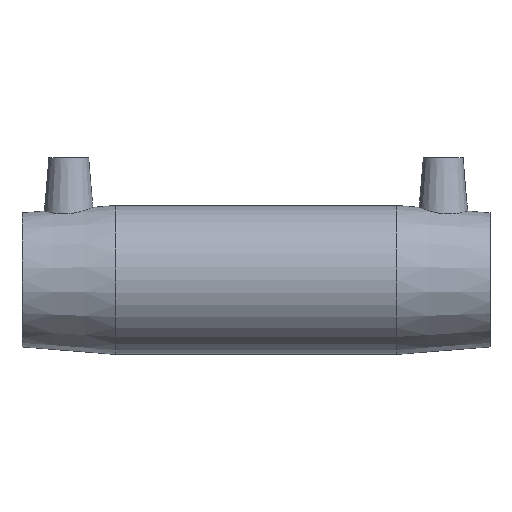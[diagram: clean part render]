
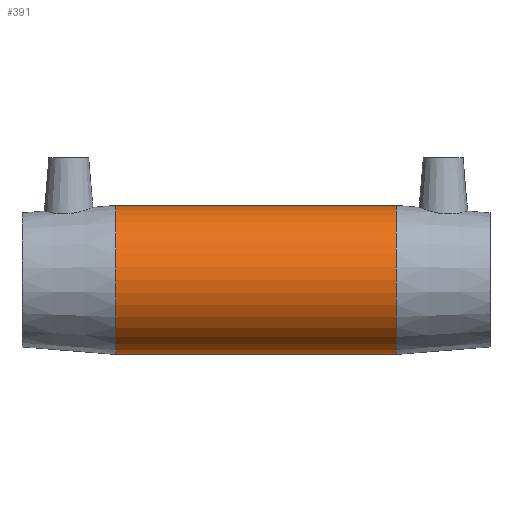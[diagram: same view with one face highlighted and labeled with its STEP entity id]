
A CAD part, top view. The second image highlights one B-rep face of the part: STEP entity #391.
In plain terms, the highlighted cylindrical face has radius 28 mm (diameter 56 mm), a full revolution.
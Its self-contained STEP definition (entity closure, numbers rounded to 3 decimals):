
#51=FACE_BOUND('',#172,.T.);
#52=FACE_BOUND('',#173,.T.);
#53=FACE_BOUND('',#174,.T.);
#87=CIRCLE('',#442,28.);
#88=CIRCLE('',#443,28.);
#121=FACE_OUTER_BOUND('',#171,.T.);
#171=EDGE_LOOP('',(#321));
#172=EDGE_LOOP('',(#322));
#173=EDGE_LOOP('',(#323));
#174=EDGE_LOOP('',(#324));
#211=B_SPLINE_CURVE_WITH_KNOTS('',3,(#684,#685,#686,#687,#688,#689,#690,
#691,#692,#693,#694,#695,#696,#697,#698,#699,#700,#701,#702,#703,#704,#705,
#706,#707,#708,#709,#710,#711,#712,#713,#714,#715,#716,#717,#718,#719,#720,
#721,#722,#723,#724,#725,#726,#727,#728,#729,#730,#731,#732,#733),
 .UNSPECIFIED.,.T.,.F.,(4,2,2,2,2,2,2,2,2,2,2,2,2,2,2,2,2,2,2,2,2,2,2,2,
4),(0.,0.239,0.479,0.957,1.435,
1.674,1.913,2.152,2.391,2.869,
3.348,3.587,3.826,4.066,4.305,
4.784,5.262,5.501,5.74,5.979,
6.218,6.696,7.174,7.414,7.653),
 .UNSPECIFIED.);
#212=B_SPLINE_CURVE_WITH_KNOTS('',3,(#739,#740,#741,#742,#743,#744,#745,
#746,#747,#748,#749,#750,#751,#752,#753,#754,#755,#756,#757,#758,#759,#760,
#761,#762,#763,#764,#765,#766,#767,#768,#769,#770,#771,#772,#773,#774,#775,
#776,#777,#778,#779,#780,#781,#782,#783,#784,#785,#786,#787,#788),
 .UNSPECIFIED.,.T.,.F.,(4,2,2,2,2,2,2,2,2,2,2,2,2,2,2,2,2,2,2,2,2,2,2,2,
4),(0.,0.239,0.479,0.957,1.435,
1.674,1.913,2.152,2.391,2.869,
3.348,3.587,3.826,4.066,4.305,
4.784,5.262,5.501,5.74,5.979,
6.218,6.696,7.174,7.414,7.653),
 .UNSPECIFIED.);
#220=VERTEX_POINT('',#683);
#222=VERTEX_POINT('',#738);
#235=VERTEX_POINT('',#893);
#236=VERTEX_POINT('',#895);
#256=EDGE_CURVE('',#220,#220,#211,.T.);
#258=EDGE_CURVE('',#222,#222,#212,.T.);
#271=EDGE_CURVE('',#235,#235,#87,.T.);
#272=EDGE_CURVE('',#236,#236,#88,.T.);
#321=ORIENTED_EDGE('',*,*,#271,.F.);
#322=ORIENTED_EDGE('',*,*,#256,.T.);
#323=ORIENTED_EDGE('',*,*,#258,.T.);
#324=ORIENTED_EDGE('',*,*,#272,.T.);
#367=CYLINDRICAL_SURFACE('',#441,28.);
#391=ADVANCED_FACE('',(#121,#51,#52,#53),#367,.T.);
#441=AXIS2_PLACEMENT_3D('',#892,#539,#540);
#442=AXIS2_PLACEMENT_3D('',#894,#541,#542);
#443=AXIS2_PLACEMENT_3D('',#896,#543,#544);
#539=DIRECTION('center_axis',(1.,0.,0.));
#540=DIRECTION('ref_axis',(0.,1.,0.));
#541=DIRECTION('center_axis',(1.,0.,0.));
#542=DIRECTION('ref_axis',(0.,0.,-1.));
#543=DIRECTION('center_axis',(1.,0.,0.));
#544=DIRECTION('ref_axis',(0.,0.,-1.));
#683=CARTESIAN_POINT('',(-28.5,-12.446,-25.082));
#684=CARTESIAN_POINT('Ctrl Pts',(-28.5,-12.446,-25.082));
#685=CARTESIAN_POINT('Ctrl Pts',(-27.702,-12.446,-25.082));
#686=CARTESIAN_POINT('Ctrl Pts',(-26.882,-12.369,-25.121));
#687=CARTESIAN_POINT('Ctrl Pts',(-25.257,-12.047,-25.277));
#688=CARTESIAN_POINT('Ctrl Pts',(-24.453,-11.802,-25.393));
#689=CARTESIAN_POINT('Ctrl Pts',(-22.149,-10.841,-25.826));
#690=CARTESIAN_POINT('Ctrl Pts',(-20.759,-9.883,-26.223));
#691=CARTESIAN_POINT('Ctrl Pts',(-18.564,-7.688,-26.949));
#692=CARTESIAN_POINT('Ctrl Pts',(-17.605,-6.297,-27.327));
#693=CARTESIAN_POINT('Ctrl Pts',(-16.643,-3.991,-27.725));
#694=CARTESIAN_POINT('Ctrl Pts',(-16.399,-3.187,-27.83));
#695=CARTESIAN_POINT('Ctrl Pts',(-16.077,-1.563,-27.968));
#696=CARTESIAN_POINT('Ctrl Pts',(-16.,-0.743,-28.001));
#697=CARTESIAN_POINT('Ctrl Pts',(-16.,0.851,-27.998));
#698=CARTESIAN_POINT('Ctrl Pts',(-16.077,1.671,-27.962));
#699=CARTESIAN_POINT('Ctrl Pts',(-16.399,3.296,-27.817));
#700=CARTESIAN_POINT('Ctrl Pts',(-16.644,4.101,-27.709));
#701=CARTESIAN_POINT('Ctrl Pts',(-17.606,6.406,-27.302));
#702=CARTESIAN_POINT('Ctrl Pts',(-18.565,7.797,-26.917));
#703=CARTESIAN_POINT('Ctrl Pts',(-20.76,9.991,-26.182));
#704=CARTESIAN_POINT('Ctrl Pts',(-22.15,10.949,-25.78));
#705=CARTESIAN_POINT('Ctrl Pts',(-24.453,11.91,-25.343));
#706=CARTESIAN_POINT('Ctrl Pts',(-25.257,12.154,-25.225));
#707=CARTESIAN_POINT('Ctrl Pts',(-26.881,12.476,-25.067));
#708=CARTESIAN_POINT('Ctrl Pts',(-27.702,12.554,-25.028));
#709=CARTESIAN_POINT('Ctrl Pts',(-29.298,12.554,-25.028));
#710=CARTESIAN_POINT('Ctrl Pts',(-30.119,12.476,-25.067));
#711=CARTESIAN_POINT('Ctrl Pts',(-31.743,12.154,-25.225));
#712=CARTESIAN_POINT('Ctrl Pts',(-32.547,11.91,-25.343));
#713=CARTESIAN_POINT('Ctrl Pts',(-34.85,10.949,-25.78));
#714=CARTESIAN_POINT('Ctrl Pts',(-36.24,9.991,-26.182));
#715=CARTESIAN_POINT('Ctrl Pts',(-38.435,7.797,-26.917));
#716=CARTESIAN_POINT('Ctrl Pts',(-39.394,6.406,-27.302));
#717=CARTESIAN_POINT('Ctrl Pts',(-40.356,4.101,-27.709));
#718=CARTESIAN_POINT('Ctrl Pts',(-40.601,3.296,-27.817));
#719=CARTESIAN_POINT('Ctrl Pts',(-40.923,1.671,-27.962));
#720=CARTESIAN_POINT('Ctrl Pts',(-41.,0.851,-27.998));
#721=CARTESIAN_POINT('Ctrl Pts',(-41.,-0.743,-28.001));
#722=CARTESIAN_POINT('Ctrl Pts',(-40.923,-1.563,-27.968));
#723=CARTESIAN_POINT('Ctrl Pts',(-40.601,-3.187,-27.83));
#724=CARTESIAN_POINT('Ctrl Pts',(-40.357,-3.991,-27.725));
#725=CARTESIAN_POINT('Ctrl Pts',(-39.395,-6.297,-27.327));
#726=CARTESIAN_POINT('Ctrl Pts',(-38.436,-7.688,-26.949));
#727=CARTESIAN_POINT('Ctrl Pts',(-36.241,-9.883,-26.223));
#728=CARTESIAN_POINT('Ctrl Pts',(-34.851,-10.841,-25.826));
#729=CARTESIAN_POINT('Ctrl Pts',(-32.547,-11.802,-25.393));
#730=CARTESIAN_POINT('Ctrl Pts',(-31.743,-12.047,-25.277));
#731=CARTESIAN_POINT('Ctrl Pts',(-30.118,-12.369,-25.121));
#732=CARTESIAN_POINT('Ctrl Pts',(-29.298,-12.446,-25.082));
#733=CARTESIAN_POINT('Ctrl Pts',(-28.5,-12.446,-25.082));
#738=CARTESIAN_POINT('',(28.5,-12.5,-25.055));
#739=CARTESIAN_POINT('Ctrl Pts',(28.5,-12.5,-25.055));
#740=CARTESIAN_POINT('Ctrl Pts',(29.298,-12.5,-25.055));
#741=CARTESIAN_POINT('Ctrl Pts',(30.119,-12.422,-25.094));
#742=CARTESIAN_POINT('Ctrl Pts',(31.743,-12.1,-25.251));
#743=CARTESIAN_POINT('Ctrl Pts',(32.547,-11.856,-25.368));
#744=CARTESIAN_POINT('Ctrl Pts',(34.85,-10.895,-25.803));
#745=CARTESIAN_POINT('Ctrl Pts',(36.241,-9.937,-26.203));
#746=CARTESIAN_POINT('Ctrl Pts',(38.435,-7.742,-26.933));
#747=CARTESIAN_POINT('Ctrl Pts',(39.394,-6.351,-27.315));
#748=CARTESIAN_POINT('Ctrl Pts',(40.356,-4.046,-27.717));
#749=CARTESIAN_POINT('Ctrl Pts',(40.601,-3.242,-27.824));
#750=CARTESIAN_POINT('Ctrl Pts',(40.923,-1.617,-27.965));
#751=CARTESIAN_POINT('Ctrl Pts',(41.,-0.797,-28.));
#752=CARTESIAN_POINT('Ctrl Pts',(41.,0.797,-28.));
#753=CARTESIAN_POINT('Ctrl Pts',(40.923,1.617,-27.965));
#754=CARTESIAN_POINT('Ctrl Pts',(40.601,3.242,-27.824));
#755=CARTESIAN_POINT('Ctrl Pts',(40.356,4.046,-27.717));
#756=CARTESIAN_POINT('Ctrl Pts',(39.394,6.351,-27.315));
#757=CARTESIAN_POINT('Ctrl Pts',(38.435,7.742,-26.933));
#758=CARTESIAN_POINT('Ctrl Pts',(36.241,9.937,-26.203));
#759=CARTESIAN_POINT('Ctrl Pts',(34.85,10.895,-25.803));
#760=CARTESIAN_POINT('Ctrl Pts',(32.547,11.856,-25.368));
#761=CARTESIAN_POINT('Ctrl Pts',(31.743,12.1,-25.251));
#762=CARTESIAN_POINT('Ctrl Pts',(30.119,12.422,-25.094));
#763=CARTESIAN_POINT('Ctrl Pts',(29.298,12.5,-25.055));
#764=CARTESIAN_POINT('Ctrl Pts',(27.702,12.5,-25.055));
#765=CARTESIAN_POINT('Ctrl Pts',(26.881,12.422,-25.094));
#766=CARTESIAN_POINT('Ctrl Pts',(25.257,12.1,-25.251));
#767=CARTESIAN_POINT('Ctrl Pts',(24.453,11.856,-25.368));
#768=CARTESIAN_POINT('Ctrl Pts',(22.15,10.895,-25.803));
#769=CARTESIAN_POINT('Ctrl Pts',(20.759,9.937,-26.203));
#770=CARTESIAN_POINT('Ctrl Pts',(18.565,7.742,-26.933));
#771=CARTESIAN_POINT('Ctrl Pts',(17.606,6.351,-27.315));
#772=CARTESIAN_POINT('Ctrl Pts',(16.644,4.046,-27.717));
#773=CARTESIAN_POINT('Ctrl Pts',(16.399,3.242,-27.824));
#774=CARTESIAN_POINT('Ctrl Pts',(16.077,1.617,-27.965));
#775=CARTESIAN_POINT('Ctrl Pts',(16.,0.797,-28.));
#776=CARTESIAN_POINT('Ctrl Pts',(16.,-0.797,-28.));
#777=CARTESIAN_POINT('Ctrl Pts',(16.077,-1.617,-27.965));
#778=CARTESIAN_POINT('Ctrl Pts',(16.399,-3.242,-27.824));
#779=CARTESIAN_POINT('Ctrl Pts',(16.644,-4.046,-27.717));
#780=CARTESIAN_POINT('Ctrl Pts',(17.606,-6.351,-27.315));
#781=CARTESIAN_POINT('Ctrl Pts',(18.565,-7.742,-26.933));
#782=CARTESIAN_POINT('Ctrl Pts',(20.759,-9.937,-26.203));
#783=CARTESIAN_POINT('Ctrl Pts',(22.15,-10.895,-25.803));
#784=CARTESIAN_POINT('Ctrl Pts',(24.453,-11.856,-25.368));
#785=CARTESIAN_POINT('Ctrl Pts',(25.257,-12.1,-25.251));
#786=CARTESIAN_POINT('Ctrl Pts',(26.881,-12.422,-25.094));
#787=CARTESIAN_POINT('Ctrl Pts',(27.702,-12.5,-25.055));
#788=CARTESIAN_POINT('Ctrl Pts',(28.5,-12.5,-25.055));
#892=CARTESIAN_POINT('Origin',(0.,0.,0.));
#893=CARTESIAN_POINT('',(52.8,28.,0.));
#894=CARTESIAN_POINT('Origin',(52.8,0.,0.));
#895=CARTESIAN_POINT('',(-52.8,28.,0.));
#896=CARTESIAN_POINT('Origin',(-52.8,0.,0.));
